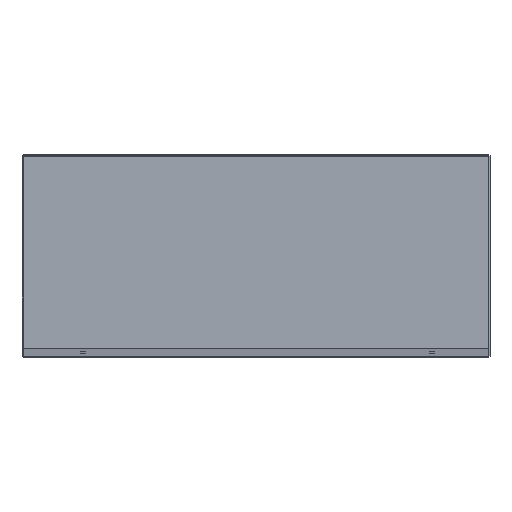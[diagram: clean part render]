
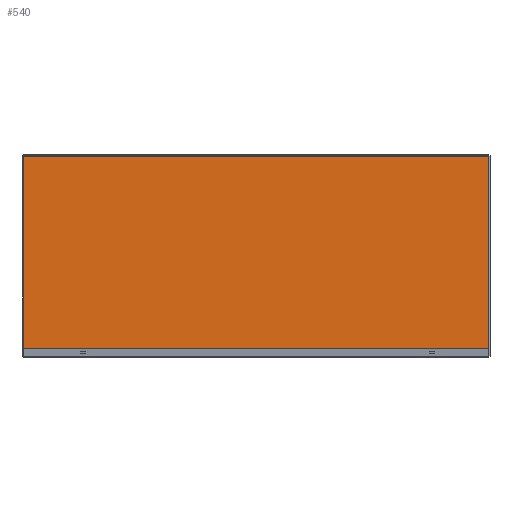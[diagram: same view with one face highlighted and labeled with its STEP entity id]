
A CAD part, top view. The second image highlights one B-rep face of the part: STEP entity #540.
In plain terms, the highlighted planar face has unit normal (0, 0, 1).
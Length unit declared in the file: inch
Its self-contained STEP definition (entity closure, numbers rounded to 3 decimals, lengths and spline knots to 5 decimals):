
#48=PLANE('',#592);
#71=LINE('',#827,#122);
#74=LINE('',#833,#125);
#90=LINE('',#873,#141);
#91=LINE('',#875,#142);
#122=VECTOR('',#672,23.977);
#125=VECTOR('',#677,9.91563);
#141=VECTOR('',#721,23.977);
#142=VECTOR('',#724,9.91563);
#195=FACE_OUTER_BOUND('',#240,.T.);
#240=EDGE_LOOP('',(#473,#474,#475,#476));
#281=VERTEX_POINT('',#812);
#282=VERTEX_POINT('',#816);
#285=VERTEX_POINT('',#831);
#294=VERTEX_POINT('',#862);
#333=EDGE_CURVE('',#281,#282,#71,.T.);
#336=EDGE_CURVE('',#285,#282,#74,.T.);
#356=EDGE_CURVE('',#285,#294,#90,.T.);
#357=EDGE_CURVE('',#281,#294,#91,.T.);
#473=ORIENTED_EDGE('',*,*,#333,.T.);
#474=ORIENTED_EDGE('',*,*,#336,.F.);
#475=ORIENTED_EDGE('',*,*,#356,.T.);
#476=ORIENTED_EDGE('',*,*,#357,.F.);
#540=ADVANCED_FACE('',(#195),#48,.T.);
#592=AXIS2_PLACEMENT_3D('',#876,#725,#726);
#672=DIRECTION('',(1.,0.,0.));
#677=DIRECTION('',(0.,-1.,0.));
#721=DIRECTION('',(-1.,0.,0.));
#724=DIRECTION('',(0.,1.,0.));
#725=DIRECTION('center_axis',(0.,0.,1.));
#726=DIRECTION('ref_axis',(1.,0.,0.));
#812=CARTESIAN_POINT('',(-0.43568,-9.54361,0.074));
#816=CARTESIAN_POINT('',(23.54132,-9.54361,0.074));
#827=CARTESIAN_POINT('',(17.54707,-9.54361,0.074));
#831=CARTESIAN_POINT('',(23.54132,0.37202,0.074));
#833=CARTESIAN_POINT('',(23.54132,0.47727,0.074));
#862=CARTESIAN_POINT('',(-0.43568,0.37202,0.074));
#873=CARTESIAN_POINT('',(5.55857,0.37202,0.074));
#875=CARTESIAN_POINT('',(-0.43568,-9.63673,0.074));
#876=CARTESIAN_POINT('Origin',(11.55282,-4.57973,0.074));
